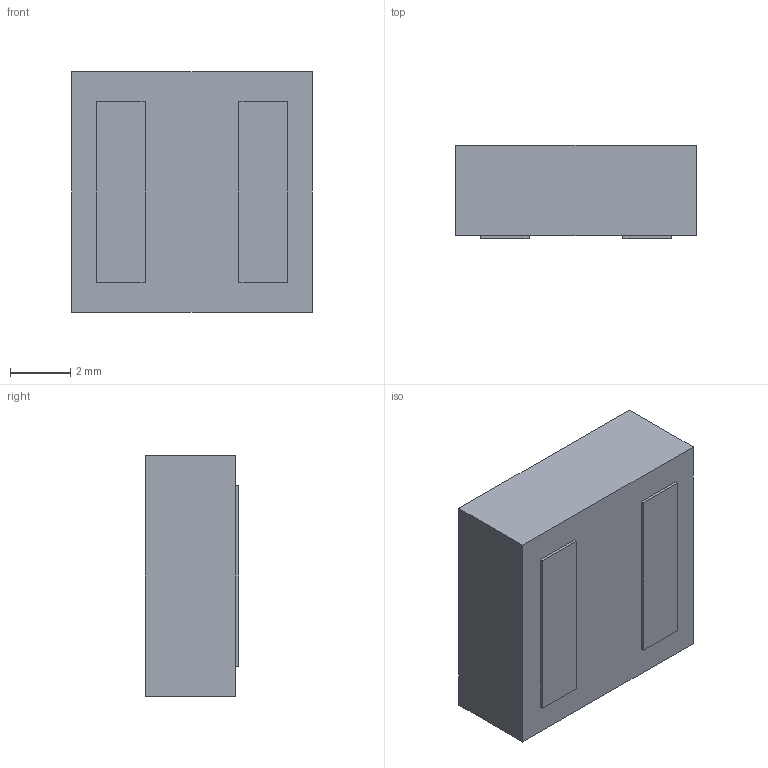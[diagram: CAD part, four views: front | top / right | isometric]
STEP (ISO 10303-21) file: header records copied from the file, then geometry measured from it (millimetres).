
FILE_DESCRIPTION(('FreeCAD Model'),'2;1');
FILE_NAME('Open CASCADE Shape Model','2024-10-31T19:52:01',(''),(''), 'Open CASCADE STEP processor 7.6','FreeCAD','Unknown');
FILE_SCHEMA(('AUTOMOTIVE_DESIGN { 1 0 10303 214 1 1 1 1 }'));
Length unit declared in the file: millimetre
Products named in the file (1): Coilcraft-XAL7030-102
Bounding box: 8 x 3.1 x 8 mm (x, y, z)
Volume: 193.9 mm3; surface area: 227.1 mm2
Topology: 1 solids, 1 shells, 67 faces, 152 edges, 95 vertices
Faces by surface type: plane 37, bspline 30
Entity records: 3537 total; most frequent: CARTESIAN_POINT 1765, ORIENTED_EDGE 304, DIRECTION 168, EDGE_CURVE 152, VERTEX_POINT 95, LINE 92, VECTOR 92, FACE_BOUND 75
